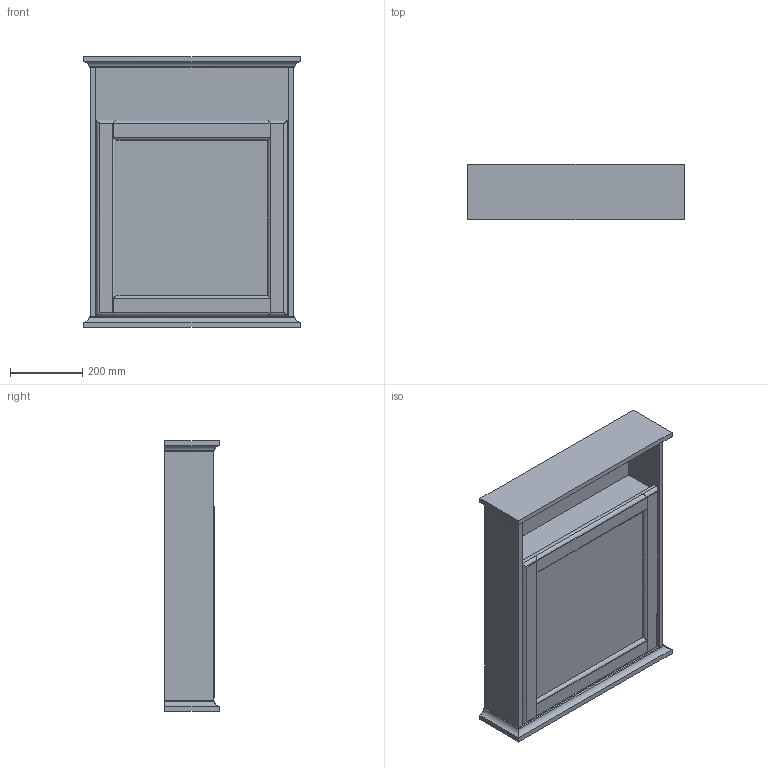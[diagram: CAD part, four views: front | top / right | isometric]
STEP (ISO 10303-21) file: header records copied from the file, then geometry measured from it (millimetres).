
FILE_DESCRIPTION((''),'2;1');
FILE_NAME('6016GAI_ASM','2021-03-29T14:18:21',('25393'),(''),'CREO PARAMETRIC BY PTC INC, 2018020','CREO PARAMETRIC BY PTC INC, 2018020','');
FILE_SCHEMA(('CONFIG_CONTROL_DESIGN'));
Length unit declared in the file: millimetre
Products named in the file (9): 6016-01; 6016-02; 6016-03; 6016-04; 6016-A-1; 6016-A-2; 6016-A-JINGPIAN; 6016-A_ASM; 6016GAI_ASM
Assembly tree (13 placements, depth 3):
  6016GAI_ASM
    6016-01  x2
    6016-02  x2
    6016-03
    6016-04  x2
    6016-A_ASM
      6016-A-1  x2
      6016-A-2  x2
      6016-A-JINGPIAN
Bounding box: 600 x 152 x 750 mm (x, y, z)
Volume: 18049996 mm3; surface area: 2584195.4 mm2
Topology: 12 solids, 12 shells, 164 faces, 340 edges, 212 vertices
Faces by surface type: plane 112, cylinder 52
Entity records: 2652 total; most frequent: CARTESIAN_POINT 536, DIRECTION 428, ORIENTED_EDGE 364, EDGE_CURVE 182, AXIS2_PLACEMENT_3D 143, VECTOR 142, LINE 142, VERTEX_POINT 114
